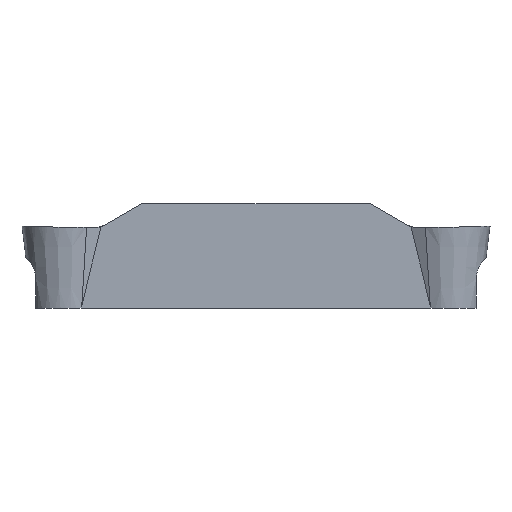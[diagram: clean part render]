
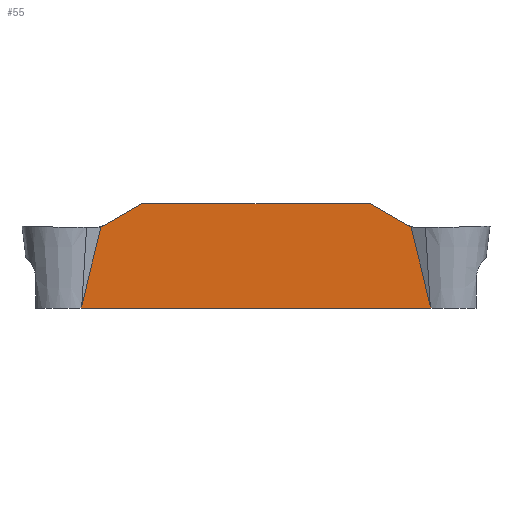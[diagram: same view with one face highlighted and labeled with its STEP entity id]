
A CAD part, left-side view. The second image highlights one B-rep face of the part: STEP entity #55.
In plain terms, the highlighted planar face has unit normal (-1, 0, 0).
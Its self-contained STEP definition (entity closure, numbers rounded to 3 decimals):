
#55=ADVANCED_FACE('SIDE_IB_1_SU5',(#95),#83,.F.);
#83=PLANE('',#599);
#95=FACE_OUTER_BOUND('',#123,.T.);
#123=EDGE_LOOP('',(#231,#232,#233,#234,#235,#236,#237,#238,#239,#240));
#151=LINE('',#803,#185);
#152=LINE('',#810,#186);
#153=LINE('',#817,#187);
#154=LINE('',#826,#188);
#155=LINE('',#828,#189);
#156=LINE('',#830,#190);
#185=VECTOR('',#625,1.);
#186=VECTOR('',#626,1.);
#187=VECTOR('',#627,1.);
#188=VECTOR('',#628,1.);
#189=VECTOR('',#629,1.);
#190=VECTOR('',#630,1.);
#231=ORIENTED_EDGE('',*,*,#439,.F.);
#232=ORIENTED_EDGE('',*,*,#440,.F.);
#233=ORIENTED_EDGE('',*,*,#441,.F.);
#234=ORIENTED_EDGE('',*,*,#442,.F.);
#235=ORIENTED_EDGE('',*,*,#443,.F.);
#236=ORIENTED_EDGE('',*,*,#444,.F.);
#237=ORIENTED_EDGE('',*,*,#445,.F.);
#238=ORIENTED_EDGE('',*,*,#446,.F.);
#239=ORIENTED_EDGE('',*,*,#447,.F.);
#240=ORIENTED_EDGE('',*,*,#448,.F.);
#387=VERTEX_POINT('',#801);
#388=VERTEX_POINT('',#802);
#389=VERTEX_POINT('',#804);
#390=VERTEX_POINT('',#809);
#391=VERTEX_POINT('',#811);
#392=VERTEX_POINT('',#816);
#393=VERTEX_POINT('',#818);
#394=VERTEX_POINT('',#825);
#395=VERTEX_POINT('',#827);
#396=VERTEX_POINT('',#829);
#439=EDGE_CURVE('',#387,#388,#525,.T.);
#440=EDGE_CURVE('',#389,#387,#151,.T.);
#441=EDGE_CURVE('',#390,#389,#526,.T.);
#442=EDGE_CURVE('',#391,#390,#152,.T.);
#443=EDGE_CURVE('',#392,#391,#527,.T.);
#444=EDGE_CURVE('',#393,#392,#153,.T.);
#445=EDGE_CURVE('',#394,#393,#528,.T.);
#446=EDGE_CURVE('',#395,#394,#154,.T.);
#447=EDGE_CURVE('',#396,#395,#155,.T.);
#448=EDGE_CURVE('',#388,#396,#156,.T.);
#525=B_SPLINE_CURVE_WITH_KNOTS('',5,(#795,#796,#797,#798,#799,#800),
 .UNSPECIFIED.,.F.,.F.,(6,6),(0.,1.),.UNSPECIFIED.);
#526=B_SPLINE_CURVE_WITH_KNOTS('',3,(#805,#806,#807,#808),.UNSPECIFIED.,
 .F.,.F.,(4,4),(0.,1.),.UNSPECIFIED.);
#527=B_SPLINE_CURVE_WITH_KNOTS('',3,(#812,#813,#814,#815),.UNSPECIFIED.,
 .F.,.F.,(4,4),(0.,1.),.UNSPECIFIED.);
#528=B_SPLINE_CURVE_WITH_KNOTS('',5,(#819,#820,#821,#822,#823,#824),
 .UNSPECIFIED.,.F.,.F.,(6,6),(0.,1.),.UNSPECIFIED.);
#599=AXIS2_PLACEMENT_3D('',#831,#631,#632);
#625=DIRECTION('',(0.,-0.238,0.971));
#626=DIRECTION('',(0.,1.,0.));
#627=DIRECTION('',(0.,-0.238,-0.971));
#628=DIRECTION('',(0.,-0.866,-0.5));
#629=DIRECTION('',(0.,-1.,0.));
#630=DIRECTION('',(0.,-0.866,0.5));
#631=DIRECTION('',(1.,0.,0.));
#632=DIRECTION('',(0.,0.,-1.));
#795=CARTESIAN_POINT('',(-1.6,8.769,0.));
#796=CARTESIAN_POINT('',(-1.6,8.691,0.));
#797=CARTESIAN_POINT('',(-1.6,8.612,0.01));
#798=CARTESIAN_POINT('',(-1.6,8.535,0.031));
#799=CARTESIAN_POINT('',(-1.6,8.462,0.061));
#800=CARTESIAN_POINT('',(-1.6,8.394,0.101));
#801=CARTESIAN_POINT('',(-1.6,8.574,0.026));
#802=CARTESIAN_POINT('',(-1.6,8.394,0.101));
#803=CARTESIAN_POINT('',(-1.6,8.093,1.987));
#804=CARTESIAN_POINT('',(-1.6,9.646,-4.337));
#805=CARTESIAN_POINT('',(-1.6,9.685,-4.495));
#806=CARTESIAN_POINT('',(-1.6,9.672,-4.443));
#807=CARTESIAN_POINT('',(-1.6,9.659,-4.39));
#808=CARTESIAN_POINT('',(-1.6,9.646,-4.337));
#809=CARTESIAN_POINT('',(-1.6,9.685,-4.495));
#810=CARTESIAN_POINT('',(-1.6,0.,-4.495));
#811=CARTESIAN_POINT('',(-1.6,-9.685,-4.495));
#812=CARTESIAN_POINT('',(-1.6,-9.646,-4.337));
#813=CARTESIAN_POINT('',(-1.6,-9.659,-4.39));
#814=CARTESIAN_POINT('',(-1.6,-9.672,-4.443));
#815=CARTESIAN_POINT('',(-1.6,-9.685,-4.495));
#816=CARTESIAN_POINT('',(-1.6,-9.646,-4.337));
#817=CARTESIAN_POINT('',(-1.6,-8.093,1.987));
#818=CARTESIAN_POINT('',(-1.6,-8.574,0.026));
#819=CARTESIAN_POINT('',(-1.6,-8.394,0.101));
#820=CARTESIAN_POINT('',(-1.6,-8.462,0.061));
#821=CARTESIAN_POINT('',(-1.6,-8.535,0.031));
#822=CARTESIAN_POINT('',(-1.6,-8.612,0.01));
#823=CARTESIAN_POINT('',(-1.6,-8.691,0.));
#824=CARTESIAN_POINT('',(-1.6,-8.769,0.));
#825=CARTESIAN_POINT('',(-1.6,-8.394,0.101));
#826=CARTESIAN_POINT('',(-1.6,-2.142,3.71));
#827=CARTESIAN_POINT('',(-1.6,-6.324,1.295));
#828=CARTESIAN_POINT('',(-1.6,0.,1.295));
#829=CARTESIAN_POINT('',(-1.6,6.324,1.295));
#830=CARTESIAN_POINT('',(-1.6,2.142,3.71));
#831=CARTESIAN_POINT('',(-1.6,0.,0.));
